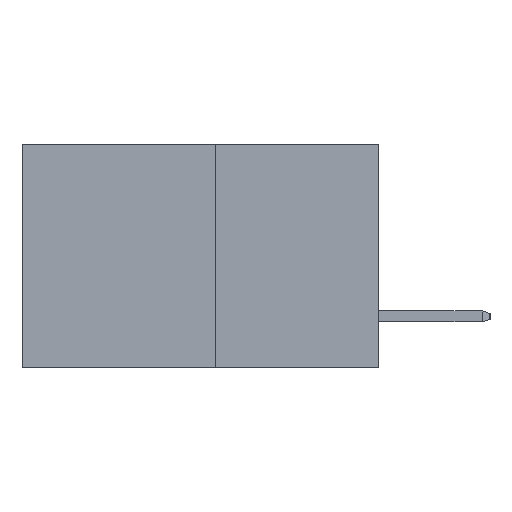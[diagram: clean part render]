
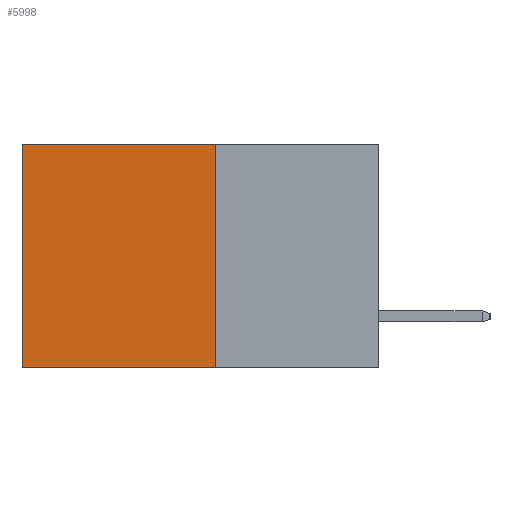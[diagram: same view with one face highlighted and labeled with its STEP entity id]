
A CAD part, left-side view. The second image highlights one B-rep face of the part: STEP entity #5998.
In plain terms, the highlighted planar face has unit normal (-1, 0, 0).
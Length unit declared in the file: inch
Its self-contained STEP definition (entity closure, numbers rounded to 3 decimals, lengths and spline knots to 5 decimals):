
#179 = PLANE ( 'NONE',  #7560 ) ;
#200 = VERTEX_POINT ( 'NONE', #12859 ) ;
#1217 = VERTEX_POINT ( 'NONE', #5840 ) ;
#2141 = LINE ( 'NONE', #12522, #11072 ) ;
#2347 = DIRECTION ( 'NONE',  ( 1., 0., 0. ) ) ;
#2414 = ORIENTED_EDGE ( 'NONE', *, *, #10650, .T. ) ;
#3030 = DIRECTION ( 'NONE',  ( 0., 0., -1. ) ) ;
#3393 = CARTESIAN_POINT ( 'NONE',  ( 0.277, 0.59, -0.37 ) ) ;
#3625 = ORIENTED_EDGE ( 'NONE', *, *, #11674, .T. ) ;
#3680 = CARTESIAN_POINT ( 'NONE',  ( 0.277, 0.27, 0. ) ) ;
#4825 = DIRECTION ( 'NONE',  ( 0., 1., 0. ) ) ;
#4939 = VECTOR ( 'NONE', #3030, 39.37008 ) ;
#5325 = VECTOR ( 'NONE', #4825, 39.37008 ) ;
#5840 = CARTESIAN_POINT ( 'NONE',  ( 0.277, 0.27, -0.37 ) ) ;
#5879 = EDGE_LOOP ( 'NONE', ( #2414, #12757, #7340, #3625 ) ) ;
#5897 = CARTESIAN_POINT ( 'NONE',  ( 0.277, 0.27, -0.37 ) ) ;
#5945 = VERTEX_POINT ( 'NONE', #3393 ) ;
#5998 = ADVANCED_FACE ( 'NONE', ( #11029 ), #179, .F. ) ;
#6146 = EDGE_CURVE ( 'NONE', #1217, #5945, #11847, .T. ) ;
#6232 = DIRECTION ( 'NONE',  ( 0., 0., -1. ) ) ;
#7340 = ORIENTED_EDGE ( 'NONE', *, *, #10018, .F. ) ;
#7560 = AXIS2_PLACEMENT_3D ( 'NONE', #8893, #2347, #9928 ) ;
#8893 = CARTESIAN_POINT ( 'NONE',  ( 0.277, 0.27, -0.37 ) ) ;
#9096 = VECTOR ( 'NONE', #11193, 39.37008 ) ;
#9156 = VERTEX_POINT ( 'NONE', #13168 ) ;
#9500 = CARTESIAN_POINT ( 'NONE',  ( 0.277, 0.27, -0.37 ) ) ;
#9928 = DIRECTION ( 'NONE',  ( 0., 0., -1. ) ) ;
#10018 = EDGE_CURVE ( 'NONE', #9156, #1217, #13338, .T. ) ;
#10650 = EDGE_CURVE ( 'NONE', #200, #5945, #2141, .T. ) ;
#10967 = LINE ( 'NONE', #3680, #5325 ) ;
#11029 = FACE_OUTER_BOUND ( 'NONE', #5879, .T. ) ;
#11072 = VECTOR ( 'NONE', #6232, 39.37008 ) ;
#11193 = DIRECTION ( 'NONE',  ( 0., 1., 0. ) ) ;
#11674 = EDGE_CURVE ( 'NONE', #9156, #200, #10967, .T. ) ;
#11847 = LINE ( 'NONE', #5897, #9096 ) ;
#12522 = CARTESIAN_POINT ( 'NONE',  ( 0.277, 0.59, -0.37 ) ) ;
#12757 = ORIENTED_EDGE ( 'NONE', *, *, #6146, .F. ) ;
#12859 = CARTESIAN_POINT ( 'NONE',  ( 0.277, 0.59, 0. ) ) ;
#13168 = CARTESIAN_POINT ( 'NONE',  ( 0.277, 0.27, 0. ) ) ;
#13338 = LINE ( 'NONE', #9500, #4939 ) ;
